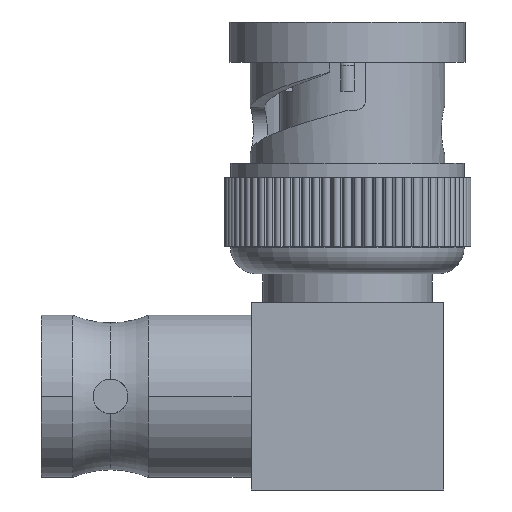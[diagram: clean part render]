
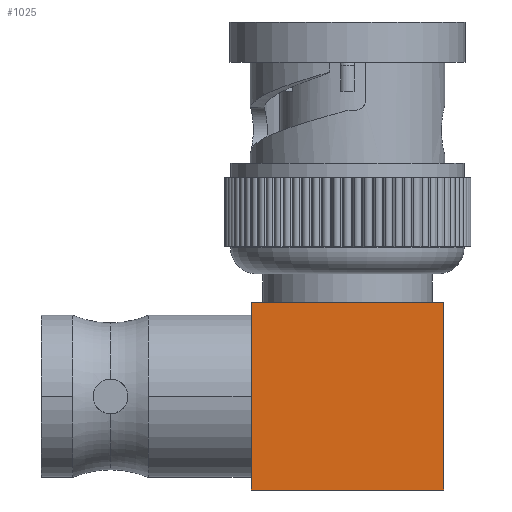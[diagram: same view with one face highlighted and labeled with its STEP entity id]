
A CAD part, front view. The second image highlights one B-rep face of the part: STEP entity #1025.
In plain terms, the highlighted planar face has unit normal (0, -1, 0).
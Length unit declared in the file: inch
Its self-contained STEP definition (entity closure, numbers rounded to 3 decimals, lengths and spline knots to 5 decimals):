
#913 = ORIENTED_EDGE ( 'NONE', *, *, #2021, .F. ) ;
#914 = ORIENTED_EDGE ( 'NONE', *, *, #915, .F. ) ;
#915 = EDGE_CURVE ( 'NONE', #1021, #2001, #5980, .T. ) ;
#916 = ORIENTED_EDGE ( 'NONE', *, *, #1020, .T. ) ;
#1020 = EDGE_CURVE ( 'NONE', #1021, #1044, #6115, .T. ) ;
#1021 = VERTEX_POINT ( 'NONE', #6111 ) ;
#1025 = ADVANCED_FACE ( 'NONE', ( #6206 ), #6205, .F. ) ;
#1026 = EDGE_LOOP ( 'NONE', ( #1027, #913, #914, #916 ) ) ;
#1027 = ORIENTED_EDGE ( 'NONE', *, *, #1043, .T. ) ;
#1043 = EDGE_CURVE ( 'NONE', #1044, #1927, #6181, .T. ) ;
#1044 = VERTEX_POINT ( 'NONE', #6177 ) ;
#1927 = VERTEX_POINT ( 'NONE', #7784 ) ;
#2001 = VERTEX_POINT ( 'NONE', #7987 ) ;
#2021 = EDGE_CURVE ( 'NONE', #2001, #1927, #8188, .T. ) ;
#5977 = DIRECTION ( 'NONE',  ( -1., 0., 0. ) ) ;
#5978 = VECTOR ( 'NONE', #5977, 39.37008 ) ;
#5979 = CARTESIAN_POINT ( 'NONE',  ( -0.2225, -0.2165, -1.082 ) ) ;
#5980 = LINE ( 'NONE', #5979, #5978 ) ;
#6111 = CARTESIAN_POINT ( 'NONE',  ( 0.2225, -0.2165, -1.082 ) ) ;
#6112 = DIRECTION ( 'NONE',  ( 0., 0., 1. ) ) ;
#6113 = VECTOR ( 'NONE', #6112, 39.37008 ) ;
#6114 = CARTESIAN_POINT ( 'NONE',  ( 0.2225, -0.2165, -1.082 ) ) ;
#6115 = LINE ( 'NONE', #6114, #6113 ) ;
#6177 = CARTESIAN_POINT ( 'NONE',  ( 0.2225, -0.2165, -0.649 ) ) ;
#6178 = DIRECTION ( 'NONE',  ( -1., 0., 0. ) ) ;
#6179 = VECTOR ( 'NONE', #6178, 39.37008 ) ;
#6180 = CARTESIAN_POINT ( 'NONE',  ( -0.2225, -0.2165, -0.649 ) ) ;
#6181 = LINE ( 'NONE', #6180, #6179 ) ;
#6201 = DIRECTION ( 'NONE',  ( -1., 0., 0. ) ) ;
#6202 = DIRECTION ( 'NONE',  ( 0., 1., 0. ) ) ;
#6203 = CARTESIAN_POINT ( 'NONE',  ( -0.2225, -0.2165, -1.082 ) ) ;
#6204 = AXIS2_PLACEMENT_3D ( 'NONE', #6203, #6202, #6201 ) ;
#6205 = PLANE ( 'NONE',  #6204 ) ;
#6206 = FACE_OUTER_BOUND ( 'NONE', #1026, .T. ) ;
#7784 = CARTESIAN_POINT ( 'NONE',  ( -0.2225, -0.2165, -0.649 ) ) ;
#7987 = CARTESIAN_POINT ( 'NONE',  ( -0.2225, -0.2165, -1.082 ) ) ;
#8186 = VECTOR ( 'NONE', #8215, 39.37008 ) ;
#8187 = CARTESIAN_POINT ( 'NONE',  ( -0.2225, -0.2165, -1.082 ) ) ;
#8188 = LINE ( 'NONE', #8187, #8186 ) ;
#8215 = DIRECTION ( 'NONE',  ( 0., 0., 1. ) ) ;
